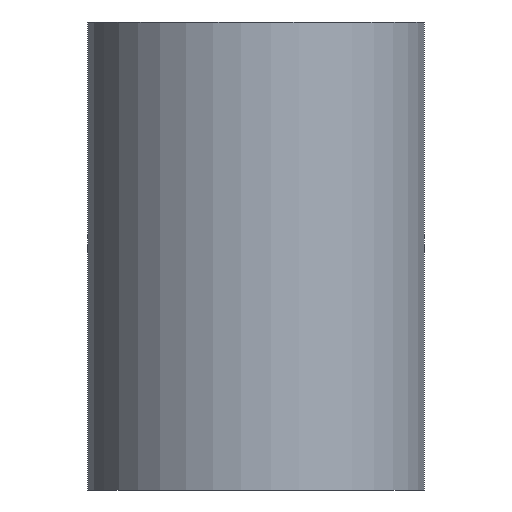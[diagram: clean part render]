
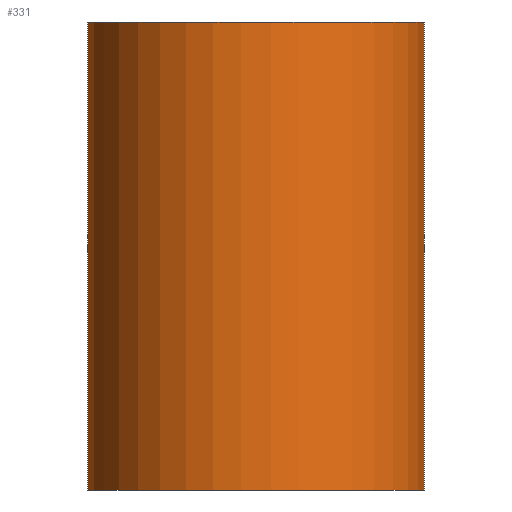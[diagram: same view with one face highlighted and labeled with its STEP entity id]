
A CAD part, front view. The second image highlights one B-rep face of the part: STEP entity #331.
In plain terms, the highlighted cylindrical face has radius 1.8 mm (diameter 3.6 mm), a partial arc.
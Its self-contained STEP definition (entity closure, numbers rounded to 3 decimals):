
#20=CIRCLE('',#363,1.8);
#21=CIRCLE('',#364,1.8);
#36=CYLINDRICAL_SURFACE('',#362,1.8);
#48=ORIENTED_EDGE('',*,*,#144,.F.);
#49=ORIENTED_EDGE('',*,*,#143,.F.);
#50=ORIENTED_EDGE('',*,*,#145,.T.);
#51=ORIENTED_EDGE('',*,*,#146,.T.);
#143=EDGE_CURVE('',#191,#189,#223,.T.);
#144=EDGE_CURVE('',#189,#192,#20,.T.);
#145=EDGE_CURVE('',#191,#193,#21,.T.);
#146=EDGE_CURVE('',#193,#192,#224,.T.);
#189=VERTEX_POINT('',#501);
#191=VERTEX_POINT('',#505);
#192=VERTEX_POINT('',#509);
#193=VERTEX_POINT('',#511);
#223=LINE('',#506,#255);
#224=LINE('',#512,#256);
#255=VECTOR('',#402,1000.);
#256=VECTOR('',#409,1000.);
#285=EDGE_LOOP('',(#48,#49,#50,#51));
#303=FACE_BOUND('',#285,.T.);
#331=ADVANCED_FACE('',(#303),#36,.T.);
#362=AXIS2_PLACEMENT_3D('',#507,#403,#404);
#363=AXIS2_PLACEMENT_3D('',#508,#405,#406);
#364=AXIS2_PLACEMENT_3D('',#510,#407,#408);
#402=DIRECTION('',(0.,0.,1.));
#403=DIRECTION('',(0.,0.,1.));
#404=DIRECTION('',(1.,0.,0.));
#405=DIRECTION('',(0.,0.,1.));
#406=DIRECTION('',(1.,0.,0.));
#407=DIRECTION('',(0.,0.,1.));
#408=DIRECTION('',(1.,0.,0.));
#409=DIRECTION('',(0.,0.,1.));
#501=CARTESIAN_POINT('',(-1.5,0.995,0.));
#505=CARTESIAN_POINT('',(-1.5,0.995,-5.));
#506=CARTESIAN_POINT('',(-1.5,0.995,-5.));
#507=CARTESIAN_POINT('',(0.,0.,-5.));
#508=CARTESIAN_POINT('',(0.,0.,0.));
#509=CARTESIAN_POINT('',(1.5,0.995,0.));
#510=CARTESIAN_POINT('',(0.,0.,-5.));
#511=CARTESIAN_POINT('',(1.5,0.995,-5.));
#512=CARTESIAN_POINT('',(1.5,0.995,-5.));
